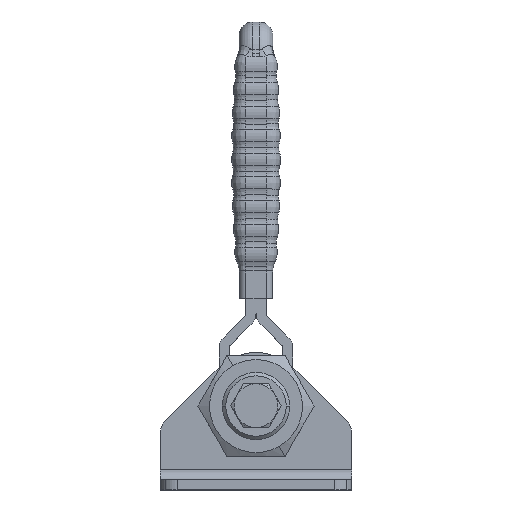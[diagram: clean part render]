
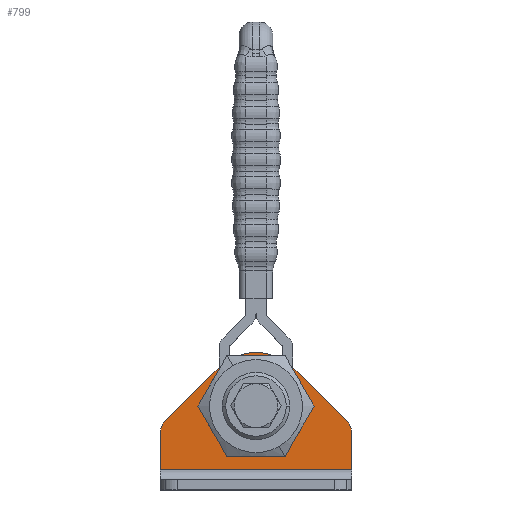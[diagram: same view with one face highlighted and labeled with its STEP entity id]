
A CAD part, top view. The second image highlights one B-rep face of the part: STEP entity #799.
In plain terms, the highlighted planar face has unit normal (0, 0, 1).
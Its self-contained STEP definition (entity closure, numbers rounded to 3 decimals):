
#88=CARTESIAN_POINT('',(-9.776,15.962,3.));
#89=VERTEX_POINT('',#88);
#98=CARTESIAN_POINT('',(10.724,15.962,3.));
#99=VERTEX_POINT('',#98);
#100=CARTESIAN_POINT('',(0.474,15.962,3.));
#101=DIRECTION('',(0.0,0.0,-1.0));
#102=DIRECTION('',(-1.0,0.0,0.0));
#103=AXIS2_PLACEMENT_3D('',#100,#101,#102);
#104=CIRCLE('',#103,10.25);
#105=EDGE_CURVE('',#99,#89,#104,.T.);
#529=CARTESIAN_POINT('',(28.974,8.019,3.));
#530=VERTEX_POINT('',#529);
#537=CARTESIAN_POINT('',(28.974,-3.038,3.));
#538=VERTEX_POINT('',#537);
#539=CARTESIAN_POINT('',(28.974,8.019,3.));
#540=DIRECTION('',(0.0,-1.0,0.0));
#541=VECTOR('',#540,11.056);
#542=LINE('',#539,#541);
#543=EDGE_CURVE('',#530,#538,#542,.T.);
#655=CARTESIAN_POINT('',(-28.026,-3.038,3.));
#656=VERTEX_POINT('',#655);
#664=CARTESIAN_POINT('',(-28.026,8.019,3.));
#665=VERTEX_POINT('',#664);
#666=CARTESIAN_POINT('',(-28.026,-3.038,3.));
#667=DIRECTION('',(0.0,1.0,0.0));
#668=VECTOR('',#667,11.056);
#669=LINE('',#666,#668);
#670=EDGE_CURVE('',#656,#665,#669,.T.);
#711=CARTESIAN_POINT('',(-28.026,-3.038,3.));
#712=DIRECTION('',(1.0,0.0,0.0));
#713=VECTOR('',#712,57.0);
#714=LINE('',#711,#713);
#715=EDGE_CURVE('',#656,#538,#714,.T.);
#738=CARTESIAN_POINT('',(0.474,6.904,3.));
#739=DIRECTION('',(0.0,0.0,1.0));
#740=DIRECTION('',(1.0,0.0,0.0));
#741=AXIS2_PLACEMENT_3D('',#738,#739,#740);
#742=PLANE('',#741);
#743=ORIENTED_EDGE('',*,*,#715,.T.);
#744=ORIENTED_EDGE('',*,*,#543,.F.);
#745=CARTESIAN_POINT('',(27.51,11.554,3.));
#746=VERTEX_POINT('',#745);
#747=CARTESIAN_POINT('',(23.974,8.019,3.));
#748=DIRECTION('',(0.0,0.0,-1.0));
#749=DIRECTION('',(1.0,0.0,0.0));
#750=AXIS2_PLACEMENT_3D('',#747,#748,#749);
#751=CIRCLE('',#750,5.);
#752=EDGE_CURVE('',#746,#530,#751,.T.);
#753=ORIENTED_EDGE('',*,*,#752,.F.);
#754=CARTESIAN_POINT('',(11.788,27.276,3.));
#755=VERTEX_POINT('',#754);
#756=CARTESIAN_POINT('',(11.788,27.276,3.));
#757=DIRECTION('',(0.707,-0.707,0.0));
#758=VECTOR('',#757,22.234);
#759=LINE('',#756,#758);
#760=EDGE_CURVE('',#755,#746,#759,.T.);
#761=ORIENTED_EDGE('',*,*,#760,.F.);
#762=CARTESIAN_POINT('',(-10.839,27.276,3.));
#763=VERTEX_POINT('',#762);
#764=CARTESIAN_POINT('',(0.474,15.962,3.));
#765=DIRECTION('',(0.0,0.0,-1.0));
#766=DIRECTION('',(0.707,0.707,0.0));
#767=AXIS2_PLACEMENT_3D('',#764,#765,#766);
#768=CIRCLE('',#767,16.0);
#769=EDGE_CURVE('',#763,#755,#768,.T.);
#770=ORIENTED_EDGE('',*,*,#769,.F.);
#771=CARTESIAN_POINT('',(-26.561,11.554,3.));
#772=VERTEX_POINT('',#771);
#773=CARTESIAN_POINT('',(-26.561,11.554,3.));
#774=DIRECTION('',(0.707,0.707,0.0));
#775=VECTOR('',#774,22.234);
#776=LINE('',#773,#775);
#777=EDGE_CURVE('',#772,#763,#776,.T.);
#778=ORIENTED_EDGE('',*,*,#777,.F.);
#779=CARTESIAN_POINT('',(-23.026,8.019,3.));
#780=DIRECTION('',(0.0,0.0,-1.0));
#781=DIRECTION('',(-0.707,0.707,0.0));
#782=AXIS2_PLACEMENT_3D('',#779,#780,#781);
#783=CIRCLE('',#782,5.);
#784=EDGE_CURVE('',#665,#772,#783,.T.);
#785=ORIENTED_EDGE('',*,*,#784,.F.);
#786=ORIENTED_EDGE('',*,*,#670,.F.);
#787=EDGE_LOOP('',(#743,#744,#753,#761,#770,#778,#785,#786));
#788=FACE_OUTER_BOUND('',#787,.T.);
#789=ORIENTED_EDGE('',*,*,#105,.T.);
#790=CARTESIAN_POINT('',(0.474,15.962,3.));
#791=DIRECTION('',(0.0,0.0,-1.0));
#792=DIRECTION('',(-1.0,0.0,0.0));
#793=AXIS2_PLACEMENT_3D('',#790,#791,#792);
#794=CIRCLE('',#793,10.25);
#795=EDGE_CURVE('',#89,#99,#794,.T.);
#796=ORIENTED_EDGE('',*,*,#795,.T.);
#797=EDGE_LOOP('',(#789,#796));
#798=FACE_BOUND('',#797,.T.);
#799=ADVANCED_FACE('',(#788,#798),#742,.T.);
